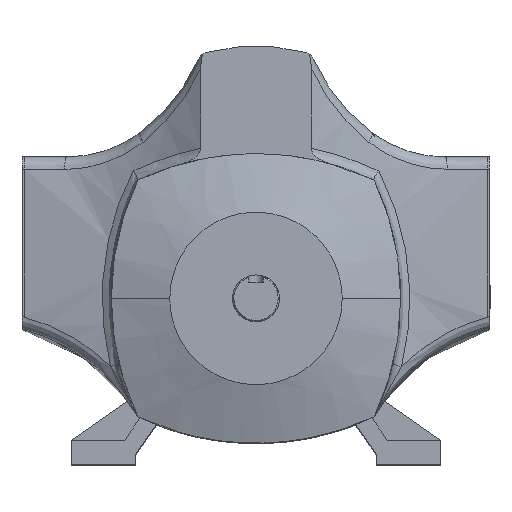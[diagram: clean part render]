
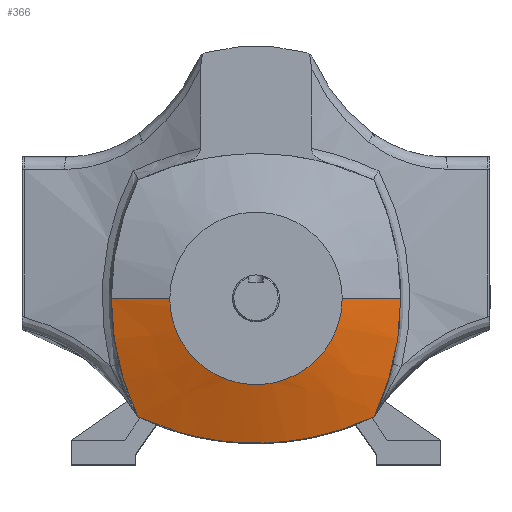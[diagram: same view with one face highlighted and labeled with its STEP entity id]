
A CAD part, top view. The second image highlights one B-rep face of the part: STEP entity #366.
In plain terms, the highlighted free-form (B-spline) face has degree [2, 1] with [5, 2] control points.
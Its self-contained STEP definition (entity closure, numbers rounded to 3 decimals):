
#366 = ADVANCED_FACE('',(#367),#462,.T.);
#367 = FACE_BOUND('',#368,.T.);
#368 = EDGE_LOOP('',(#369,#381,#388,#407,#438,#457));
#369 = ORIENTED_EDGE('',*,*,#370,.T.);
#370 = EDGE_CURVE('',#371,#373,#375,.T.);
#371 = VERTEX_POINT('',#372);
#372 = CARTESIAN_POINT('',(104.874,202.256,247.202
    ));
#373 = VERTEX_POINT('',#374);
#374 = CARTESIAN_POINT('',(-104.874,202.256,
    247.202));
#375 = ( BOUNDED_CURVE() B_SPLINE_CURVE(2,(#376,#377,#378,#379,#380),
.UNSPECIFIED.,.F.,.F.) B_SPLINE_CURVE_WITH_KNOTS((3,2,3),(3.142,
4.712,6.283),.PIECEWISE_BEZIER_KNOTS.) CURVE() 
GEOMETRIC_REPRESENTATION_ITEM() RATIONAL_B_SPLINE_CURVE((1.,
0.707,1.,0.707,1.)) REPRESENTATION_ITEM('') );
#376 = CARTESIAN_POINT('',(104.874,202.256,247.202
    ));
#377 = CARTESIAN_POINT('',(104.874,97.383,247.202
    ));
#378 = CARTESIAN_POINT('',(0.,97.383,
    247.202));
#379 = CARTESIAN_POINT('',(-104.874,97.383,
    247.202));
#380 = CARTESIAN_POINT('',(-104.874,202.256,
    247.202));
#381 = ORIENTED_EDGE('',*,*,#382,.T.);
#382 = EDGE_CURVE('',#373,#383,#385,.T.);
#383 = VERTEX_POINT('',#384);
#384 = CARTESIAN_POINT('',(-176.038,202.256,
    224.729));
#385 = B_SPLINE_CURVE_WITH_KNOTS('',1,(#386,#387),.UNSPECIFIED.,.F.,.F.,
  (2,2),(-102.246,-52.434),.PIECEWISE_BEZIER_KNOTS.);
#386 = CARTESIAN_POINT('',(-104.874,202.256,
    247.202));
#387 = CARTESIAN_POINT('',(-176.038,202.256,
    224.729));
#388 = ORIENTED_EDGE('',*,*,#389,.T.);
#389 = EDGE_CURVE('',#383,#390,#392,.T.);
#390 = VERTEX_POINT('',#391);
#391 = CARTESIAN_POINT('',(-143.827,58.43,
    216.088));
#392 = B_SPLINE_CURVE_WITH_KNOTS('',3,(#393,#394,#395,#396,#397,#398,
    #399,#400,#401,#402,#403,#404,#405,#406),.UNSPECIFIED.,.F.,.F.,(4,2,
    2,2,2,2,4),(0.099,0.124,0.136,
    0.142,0.148,0.173,0.198),
  .UNSPECIFIED.);
#393 = CARTESIAN_POINT('',(-176.038,202.256,
    224.729));
#394 = CARTESIAN_POINT('',(-176.038,189.926,
    224.729));
#395 = CARTESIAN_POINT('',(-175.363,177.624,
    224.533));
#396 = CARTESIAN_POINT('',(-173.336,159.212,
    223.953));
#397 = CARTESIAN_POINT('',(-172.491,153.082,
    223.712));
#398 = CARTESIAN_POINT('',(-170.964,143.897,
    223.281));
#399 = CARTESIAN_POINT('',(-170.412,140.837,
    223.125));
#400 = CARTESIAN_POINT('',(-169.22,134.721,
    222.791));
#401 = CARTESIAN_POINT('',(-168.58,131.663,
    222.613));
#402 = CARTESIAN_POINT('',(-165.18,116.467,221.669
    ));
#403 = CARTESIAN_POINT('',(-161.807,104.543,
    220.747));
#404 = CARTESIAN_POINT('',(-153.781,81.146,
    218.62));
#405 = CARTESIAN_POINT('',(-149.129,69.674,
    217.415));
#406 = CARTESIAN_POINT('',(-143.827,58.43,
    216.088));
#407 = ORIENTED_EDGE('',*,*,#408,.T.);
#408 = EDGE_CURVE('',#390,#409,#411,.T.);
#409 = VERTEX_POINT('',#410);
#410 = CARTESIAN_POINT('',(143.827,58.43,
    216.088));
#411 = B_SPLINE_CURVE_WITH_KNOTS('',3,(#412,#413,#414,#415,#416,#417,
    #418,#419,#420,#421,#422,#423,#424,#425,#426,#427,#428,#429,#430,
    #431,#432,#433,#434,#435,#436,#437),.UNSPECIFIED.,.F.,.F.,(4,2,2,2,2
    ,2,2,2,2,2,2,2,4),(0.,0.025,
    0.049,0.062,0.068,
    0.074,0.099,0.124,0.136,
    0.142,0.148,0.173,0.198),
  .UNSPECIFIED.);
#412 = CARTESIAN_POINT('',(-143.827,58.43,
    216.088));
#413 = CARTESIAN_POINT('',(-132.578,53.125,
    217.415));
#414 = CARTESIAN_POINT('',(-121.125,48.483,
    218.618));
#415 = CARTESIAN_POINT('',(-97.823,40.484,
    220.738));
#416 = CARTESIAN_POINT('',(-85.973,37.128,
    221.655));
#417 = CARTESIAN_POINT('',(-67.895,33.067,
    222.782));
#418 = CARTESIAN_POINT('',(-61.819,31.875,
    223.116));
#419 = CARTESIAN_POINT('',(-52.626,30.336,
    223.551));
#420 = CARTESIAN_POINT('',(-49.549,29.864,
    223.685));
#421 = CARTESIAN_POINT('',(-43.368,29.004,
    223.929));
#422 = CARTESIAN_POINT('',(-40.264,28.616,
    224.04));
#423 = CARTESIAN_POINT('',(-24.773,26.898,
    224.531));
#424 = CARTESIAN_POINT('',(-12.409,26.221,
    224.728));
#425 = CARTESIAN_POINT('',(12.264,26.216,
    224.73));
#426 = CARTESIAN_POINT('',(24.572,26.888,
    224.534));
#427 = CARTESIAN_POINT('',(42.993,28.913,
    223.955));
#428 = CARTESIAN_POINT('',(49.126,29.758,
    223.714));
#429 = CARTESIAN_POINT('',(58.316,31.285,
    223.283));
#430 = CARTESIAN_POINT('',(61.377,31.837,
    223.127));
#431 = CARTESIAN_POINT('',(67.496,33.028,
    222.794));
#432 = CARTESIAN_POINT('',(70.556,33.668,
    222.615));
#433 = CARTESIAN_POINT('',(85.76,37.068,221.671
    ));
#434 = CARTESIAN_POINT('',(97.69,40.442,
    220.749));
#435 = CARTESIAN_POINT('',(121.098,48.47,
    218.621));
#436 = CARTESIAN_POINT('',(132.576,53.124,
    217.415));
#437 = CARTESIAN_POINT('',(143.827,58.43,
    216.088));
#438 = ORIENTED_EDGE('',*,*,#439,.T.);
#439 = EDGE_CURVE('',#409,#440,#442,.T.);
#440 = VERTEX_POINT('',#441);
#441 = CARTESIAN_POINT('',(176.038,202.256,
    224.729));
#442 = B_SPLINE_CURVE_WITH_KNOTS('',3,(#443,#444,#445,#446,#447,#448,
    #449,#450,#451,#452,#453,#454,#455,#456),.UNSPECIFIED.,.F.,.F.,(4,2,
    2,2,2,2,4),(0.,0.025,0.049
    ,0.062,0.068,0.074,
    0.099),.UNSPECIFIED.);
#443 = CARTESIAN_POINT('',(143.827,58.43,
    216.088));
#444 = CARTESIAN_POINT('',(149.134,69.684,
    217.416));
#445 = CARTESIAN_POINT('',(153.778,81.142,
    218.619));
#446 = CARTESIAN_POINT('',(161.779,104.456,
    220.74));
#447 = CARTESIAN_POINT('',(165.136,116.312,
    221.657));
#448 = CARTESIAN_POINT('',(169.197,134.399,
    222.784));
#449 = CARTESIAN_POINT('',(170.389,140.479,
    223.118));
#450 = CARTESIAN_POINT('',(171.928,149.676,
    223.553));
#451 = CARTESIAN_POINT('',(172.399,152.755,
    223.687));
#452 = CARTESIAN_POINT('',(173.258,158.939,
    223.931));
#453 = CARTESIAN_POINT('',(173.646,162.045,
    224.042));
#454 = CARTESIAN_POINT('',(175.362,177.544,
    224.533));
#455 = CARTESIAN_POINT('',(176.038,189.914,
    224.729));
#456 = CARTESIAN_POINT('',(176.038,202.256,
    224.729));
#457 = ORIENTED_EDGE('',*,*,#458,.F.);
#458 = EDGE_CURVE('',#371,#440,#459,.T.);
#459 = B_SPLINE_CURVE_WITH_KNOTS('',1,(#460,#461),.UNSPECIFIED.,.F.,.F.,
  (2,2),(-102.246,-52.434),.PIECEWISE_BEZIER_KNOTS.);
#460 = CARTESIAN_POINT('',(104.874,202.256,247.202
    ));
#461 = CARTESIAN_POINT('',(176.038,202.256,
    224.729));
#462 = ( BOUNDED_SURFACE() B_SPLINE_SURFACE(2,1,(
    (#463,#464)
    ,(#465,#466)
    ,(#467,#468)
    ,(#469,#470)
,(#471,#472
    )),.UNSPECIFIED.,.F.,.F.,.F.) B_SPLINE_SURFACE_WITH_KNOTS((3,2,3),(2
    ,2),(0.,1.571,3.142),(-102.246,
    -33.28),.PIECEWISE_BEZIER_KNOTS.) 
GEOMETRIC_REPRESENTATION_ITEM() RATIONAL_B_SPLINE_SURFACE((
    (1.,1.)
    ,(0.707,0.707)
    ,(1.,1.)
    ,(0.707,0.707)
,(1.,1.))) REPRESENTATION_ITEM('') SURFACE() );
#463 = CARTESIAN_POINT('',(104.874,202.256,247.202
    ));
#464 = CARTESIAN_POINT('',(203.401,202.256,
    216.088));
#465 = CARTESIAN_POINT('',(104.874,97.383,247.202
    ));
#466 = CARTESIAN_POINT('',(203.401,-1.145,
    216.088));
#467 = CARTESIAN_POINT('',(0.,97.383,
    247.202));
#468 = CARTESIAN_POINT('',(0.,-1.145,
    216.088));
#469 = CARTESIAN_POINT('',(-104.874,97.383,
    247.202));
#470 = CARTESIAN_POINT('',(-203.401,-1.145,
    216.088));
#471 = CARTESIAN_POINT('',(-104.874,202.256,
    247.202));
#472 = CARTESIAN_POINT('',(-203.401,202.256,
    216.088));
